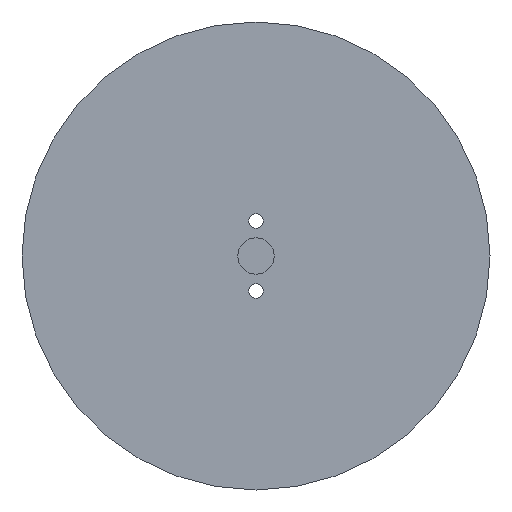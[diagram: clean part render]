
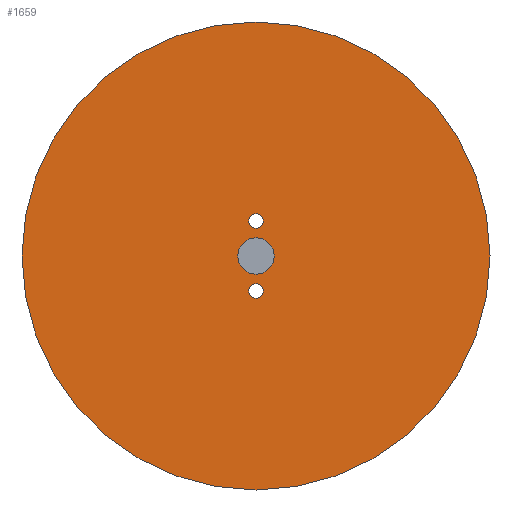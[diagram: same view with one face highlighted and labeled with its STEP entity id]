
A CAD part, front view. The second image highlights one B-rep face of the part: STEP entity #1659.
In plain terms, the highlighted planar face has unit normal (0, -1, 0).
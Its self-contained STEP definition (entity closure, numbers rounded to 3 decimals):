
#11 = FACE_OUTER_BOUND ( 'NONE', #895, .T. ) ;
#17 = EDGE_LOOP ( 'NONE', ( #1478, #1612 ) ) ;
#20 = AXIS2_PLACEMENT_3D ( 'NONE', #1070, #1356, #1780 ) ;
#33 = VERTEX_POINT ( 'NONE', #908 ) ;
#38 = VERTEX_POINT ( 'NONE', #756 ) ;
#62 = DIRECTION ( 'NONE',  ( 0., 0., -1. ) ) ;
#73 = CARTESIAN_POINT ( 'NONE',  ( 0., 0., 0. ) ) ;
#113 = VERTEX_POINT ( 'NONE', #774 ) ;
#119 = FACE_BOUND ( 'NONE', #450, .T. ) ;
#165 = CIRCLE ( 'NONE', #898, 1.5 ) ;
#170 = AXIS2_PLACEMENT_3D ( 'NONE', #1062, #1190, #62 ) ;
#173 = CIRCLE ( 'NONE', #1707, 48.5 ) ;
#241 = EDGE_CURVE ( 'NONE', #790, #113, #296, .T. ) ;
#296 = CIRCLE ( 'NONE', #1498, 1.5 ) ;
#311 = CARTESIAN_POINT ( 'NONE',  ( 0., 0., 48.5 ) ) ;
#357 = VERTEX_POINT ( 'NONE', #311 ) ;
#369 = CARTESIAN_POINT ( 'NONE',  ( 0., 0., -7.25 ) ) ;
#390 = DIRECTION ( 'NONE',  ( 0., 0., -1. ) ) ;
#409 = AXIS2_PLACEMENT_3D ( 'NONE', #1686, #1860, #1418 ) ;
#417 = FACE_BOUND ( 'NONE', #17, .T. ) ;
#450 = EDGE_LOOP ( 'NONE', ( #1789, #1734 ) ) ;
#492 = EDGE_CURVE ( 'NONE', #113, #790, #1794, .T. ) ;
#496 = AXIS2_PLACEMENT_3D ( 'NONE', #1729, #1440, #881 ) ;
#507 = DIRECTION ( 'NONE',  ( 0., -1., 0. ) ) ;
#536 = EDGE_CURVE ( 'NONE', #33, #593, #775, .T. ) ;
#552 = CARTESIAN_POINT ( 'NONE',  ( 0., 0., -3.75 ) ) ;
#593 = VERTEX_POINT ( 'NONE', #552 ) ;
#619 = VERTEX_POINT ( 'NONE', #1128 ) ;
#669 = CARTESIAN_POINT ( 'NONE',  ( 0., 0., -7.25 ) ) ;
#700 = PLANE ( 'NONE',  #496 ) ;
#709 = CARTESIAN_POINT ( 'NONE',  ( 0., 0., 7.25 ) ) ;
#734 = VERTEX_POINT ( 'NONE', #1456 ) ;
#738 = CARTESIAN_POINT ( 'NONE',  ( 0., 0., 0. ) ) ;
#746 = CIRCLE ( 'NONE', #409, 3.75 ) ;
#756 = CARTESIAN_POINT ( 'NONE',  ( 0., 0., 8.75 ) ) ;
#774 = CARTESIAN_POINT ( 'NONE',  ( 0., 0., -5.75 ) ) ;
#775 = CIRCLE ( 'NONE', #1007, 3.75 ) ;
#790 = VERTEX_POINT ( 'NONE', #1748 ) ;
#881 = DIRECTION ( 'NONE',  ( 0., 0., 1. ) ) ;
#895 = EDGE_LOOP ( 'NONE', ( #1192, #1277 ) ) ;
#898 = AXIS2_PLACEMENT_3D ( 'NONE', #709, #1719, #1186 ) ;
#908 = CARTESIAN_POINT ( 'NONE',  ( 0., 0., 3.75 ) ) ;
#920 = DIRECTION ( 'NONE',  ( 0., 0., -1. ) ) ;
#1007 = AXIS2_PLACEMENT_3D ( 'NONE', #73, #1778, #920 ) ;
#1031 = ORIENTED_EDGE ( 'NONE', *, *, #536, .F. ) ;
#1062 = CARTESIAN_POINT ( 'NONE',  ( 0., 0., 7.25 ) ) ;
#1070 = CARTESIAN_POINT ( 'NONE',  ( 0., 0., 0. ) ) ;
#1128 = CARTESIAN_POINT ( 'NONE',  ( 0., 0., -48.5 ) ) ;
#1186 = DIRECTION ( 'NONE',  ( 0., 0., -1. ) ) ;
#1190 = DIRECTION ( 'NONE',  ( 0., -1., 0. ) ) ;
#1192 = ORIENTED_EDGE ( 'NONE', *, *, #1351, .F. ) ;
#1271 = DIRECTION ( 'NONE',  ( 0., 0., 1. ) ) ;
#1277 = ORIENTED_EDGE ( 'NONE', *, *, #1692, .F. ) ;
#1299 = EDGE_CURVE ( 'NONE', #734, #38, #1317, .T. ) ;
#1303 = FACE_BOUND ( 'NONE', #1532, .T. ) ;
#1317 = CIRCLE ( 'NONE', #170, 1.5 ) ;
#1351 = EDGE_CURVE ( 'NONE', #619, #357, #1442, .T. ) ;
#1356 = DIRECTION ( 'NONE',  ( 0., 1., 0. ) ) ;
#1418 = DIRECTION ( 'NONE',  ( 0., 0., -1. ) ) ;
#1440 = DIRECTION ( 'NONE',  ( 0., 1., 0. ) ) ;
#1442 = CIRCLE ( 'NONE', #20, 48.5 ) ;
#1456 = CARTESIAN_POINT ( 'NONE',  ( 0., 0., 5.75 ) ) ;
#1478 = ORIENTED_EDGE ( 'NONE', *, *, #1299, .F. ) ;
#1498 = AXIS2_PLACEMENT_3D ( 'NONE', #669, #1730, #390 ) ;
#1532 = EDGE_LOOP ( 'NONE', ( #1604, #1031 ) ) ;
#1604 = ORIENTED_EDGE ( 'NONE', *, *, #1651, .F. ) ;
#1612 = ORIENTED_EDGE ( 'NONE', *, *, #1776, .F. ) ;
#1651 = EDGE_CURVE ( 'NONE', #593, #33, #746, .T. ) ;
#1659 = ADVANCED_FACE ( 'NONE', ( #1303, #417, #119, #11 ), #700, .F. ) ;
#1660 = DIRECTION ( 'NONE',  ( 0., 0., -1. ) ) ;
#1686 = CARTESIAN_POINT ( 'NONE',  ( 0., 0., 0. ) ) ;
#1692 = EDGE_CURVE ( 'NONE', #357, #619, #173, .T. ) ;
#1707 = AXIS2_PLACEMENT_3D ( 'NONE', #738, #1711, #1271 ) ;
#1711 = DIRECTION ( 'NONE',  ( 0., 1., 0. ) ) ;
#1719 = DIRECTION ( 'NONE',  ( 0., -1., 0. ) ) ;
#1729 = CARTESIAN_POINT ( 'NONE',  ( 0., 0., 0. ) ) ;
#1730 = DIRECTION ( 'NONE',  ( 0., -1., 0. ) ) ;
#1734 = ORIENTED_EDGE ( 'NONE', *, *, #492, .F. ) ;
#1748 = CARTESIAN_POINT ( 'NONE',  ( 0., 0., -8.75 ) ) ;
#1776 = EDGE_CURVE ( 'NONE', #38, #734, #165, .T. ) ;
#1778 = DIRECTION ( 'NONE',  ( 0., -1., 0. ) ) ;
#1780 = DIRECTION ( 'NONE',  ( 0., 0., 1. ) ) ;
#1789 = ORIENTED_EDGE ( 'NONE', *, *, #241, .F. ) ;
#1794 = CIRCLE ( 'NONE', #1852, 1.5 ) ;
#1852 = AXIS2_PLACEMENT_3D ( 'NONE', #369, #507, #1660 ) ;
#1860 = DIRECTION ( 'NONE',  ( 0., -1., 0. ) ) ;
